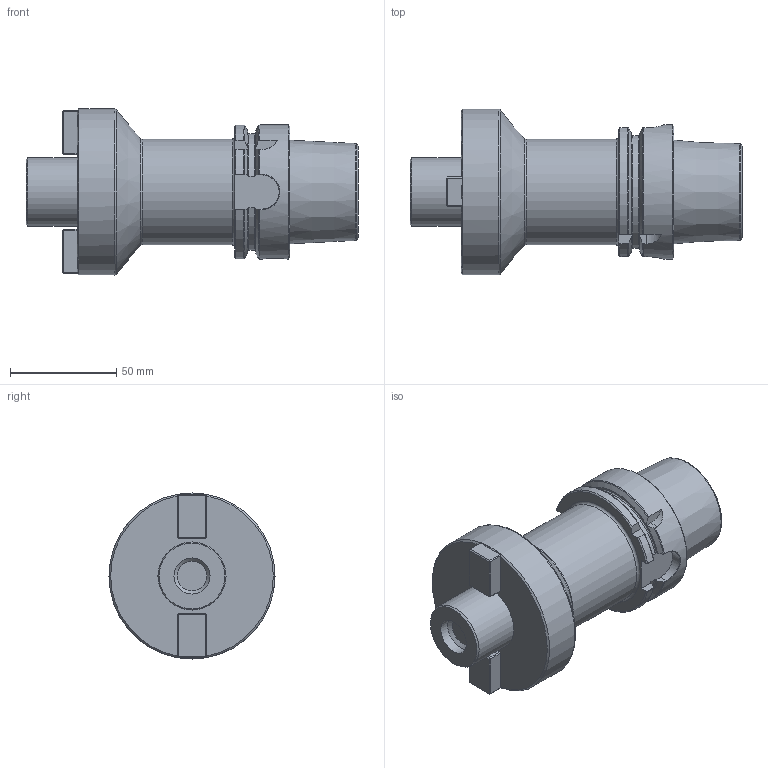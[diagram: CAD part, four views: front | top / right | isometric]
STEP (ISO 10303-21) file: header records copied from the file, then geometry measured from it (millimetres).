
FILE_DESCRIPTION(/* description */ (''),/* implementation_level */ '2;1');
FILE_NAME(/* name */ 'AHSKA63-FM-32-100.stp',/* time_stamp */ '2024-12-16T15:45:36+03:00',/* author */ (''),/* organization */ (''),/* preprocessor_version */ 'ST-DEVELOPER v19.4',/* originating_system */ 'SIEMENS PLM Software NX2306.3001',/* authorisation */ '');
FILE_SCHEMA (('AUTOMOTIVE_DESIGN { 1 0 10303 214 3 1 1 1 }'));
Length unit declared in the file: millimetre
Products named in the file (1): AHSKA63-FM-32-100-light_objects
Bounding box: 156 x 78 x 78 mm (x, y, z)
Volume: 362637.9 mm3; surface area: 37888.4 mm2
Topology: 1 solids, 1 shells, 120 faces, 302 edges, 188 vertices
Faces by surface type: plane 68, cone 19, cylinder 15, torus 15, bspline 3
Full cylindrical faces by diameter (mm): 10 x1, 17 x1, 32 x1, 49.7 x1, 63 x1, 78 x1
Entity records: 3856 total; most frequent: CARTESIAN_POINT 1207, ORIENTED_EDGE 546, DIRECTION 492, EDGE_CURVE 273, AXIS2_PLACEMENT_3D 182, VERTEX_POINT 181, EDGE_LOOP 145, LINE 128
